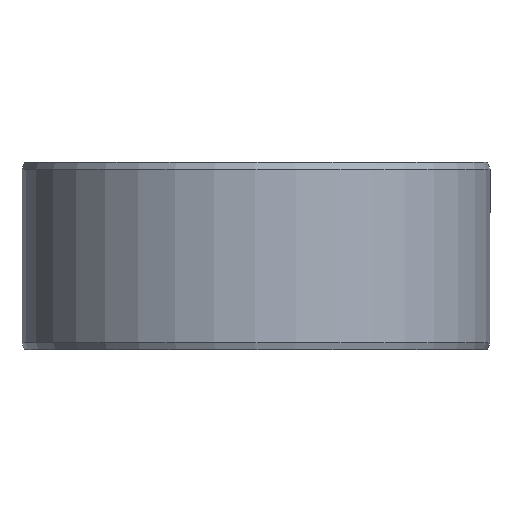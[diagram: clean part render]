
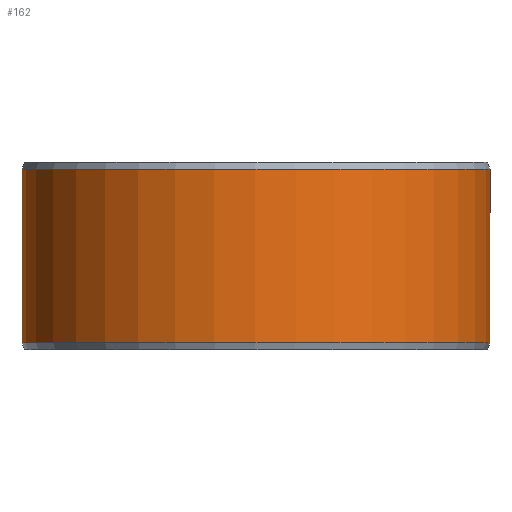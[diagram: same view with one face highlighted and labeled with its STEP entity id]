
A CAD part, front view. The second image highlights one B-rep face of the part: STEP entity #162.
In plain terms, the highlighted cylindrical face has radius 62.5 mm (diameter 125 mm), a partial arc.
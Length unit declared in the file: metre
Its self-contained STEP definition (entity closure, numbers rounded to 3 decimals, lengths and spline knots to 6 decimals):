
#162=ADVANCED_FACE('',(#185,#186),#187,.T.);
#185=FACE_OUTER_BOUND('',#211,.T.);
#186=FACE_BOUND('',#212,.T.);
#187=CYLINDRICAL_SURFACE('',#213,0.0625);
#211=EDGE_LOOP('',(#289,#290,#291,#292));
#212=EDGE_LOOP('',(#293));
#213=AXIS2_PLACEMENT_3D('',#294,#295,#296);
#289=ORIENTED_EDGE('',*,*,#314,.T.);
#290=ORIENTED_EDGE('',*,*,#323,.F.);
#291=ORIENTED_EDGE('',*,*,#309,.F.);
#292=ORIENTED_EDGE('',*,*,#324,.T.);
#293=ORIENTED_EDGE('',*,*,#327,.T.);
#294=CARTESIAN_POINT('',(0.,0.,0.0));
#295=DIRECTION('',(0.,0.0,-1.0));
#296=DIRECTION('',(-1.0,0.0,0.));
#309=EDGE_CURVE('',#341,#342,#343,.T.);
#314=EDGE_CURVE('',#351,#349,#352,.T.);
#323=EDGE_CURVE('',#342,#349,#365,.T.);
#324=EDGE_CURVE('',#341,#351,#366,.T.);
#327=EDGE_CURVE('',#370,#370,#371,.T.);
#341=VERTEX_POINT('',#389);
#342=VERTEX_POINT('',#390);
#343=CIRCLE('',#391,0.0625);
#349=VERTEX_POINT('',#399);
#351=VERTEX_POINT('',#402);
#352=CIRCLE('',#403,0.0625);
#365=LINE('',#422,#423);
#366=LINE('',#424,#425);
#370=VERTEX_POINT('',#503);
#371=B_SPLINE_CURVE_WITH_KNOTS('',3,(#504,#505,#506,#507,#508,#509,#510,#511,#512,#513,#514,#515,#516,#517,#518,#519,#520,#521,#522,#523,#524,#525,#526,#527,#528,#529,#530,#531,#532,#533,#534,#535,#536,#537,#538,#539,#540,#541,#542,#543,#544,#545,#546,#547,#548,#549,#550,#551,#552,#553,#554,#555,#556,#557,#558,#559,#560,#561,#562,#563,#564,#565,#566,#567,#568,#569,#570,#571,#572,#573,#574,#575,#576,#577),.UNSPECIFIED.,.T.,.F.,(2,2,2,2,2,2,2,2,2,2,2,2,2,2,2,2,2,2,2,2,2,2,2,2,2,2,2,2,2,2,2,2,2,2,2,2,2,2,2),(-0.000977,0.0,0.000977,0.001466,0.001955,0.002932,0.003909,0.004886,0.005864,0.006841,0.007818,0.008796,0.009773,0.010262,0.01075,0.011728,0.012705,0.013193,0.013682,0.014659,0.015637,0.016614,0.017591,0.018569,0.019546,0.020523,0.0215,0.022478,0.023455,0.024432,0.024921,0.02541,0.026387,0.027364,0.028342,0.029319,0.030296,0.031273,0.032251),.UNSPECIFIED.);
#389=CARTESIAN_POINT('',(0.001091,0.06249,0.0018));
#390=CARTESIAN_POINT('',(0.,0.0625,0.0018));
#391=AXIS2_PLACEMENT_3D('',#591,#592,#593);
#399=CARTESIAN_POINT('',(0.,0.0625,0.0482));
#402=CARTESIAN_POINT('',(0.001091,0.06249,0.0482));
#403=AXIS2_PLACEMENT_3D('',#600,#601,#602);
#422=CARTESIAN_POINT('',(0.,0.0625,0.0018));
#423=VECTOR('',#615,1.0);
#424=CARTESIAN_POINT('',(0.001091,0.06249,0.0018));
#425=VECTOR('',#616,1.0);
#503=CARTESIAN_POINT('',(0.050826,-0.036373,0.025));
#504=CARTESIAN_POINT('',(0.050826,-0.036373,0.02467));
#505=CARTESIAN_POINT('',(0.050826,-0.036373,0.02533));
#506=CARTESIAN_POINT('',(0.050845,-0.036346,0.025655));
#507=CARTESIAN_POINT('',(0.050901,-0.036268,0.026135));
#508=CARTESIAN_POINT('',(0.050924,-0.036236,0.026293));
#509=CARTESIAN_POINT('',(0.050979,-0.036158,0.026607));
#510=CARTESIAN_POINT('',(0.051011,-0.036112,0.026764));
#511=CARTESIAN_POINT('',(0.05112,-0.035958,0.027218));
#512=CARTESIAN_POINT('',(0.051209,-0.035832,0.027505));
#513=CARTESIAN_POINT('',(0.051416,-0.035534,0.028048));
#514=CARTESIAN_POINT('',(0.051536,-0.035359,0.028305));
#515=CARTESIAN_POINT('',(0.051796,-0.034978,0.028766));
#516=CARTESIAN_POINT('',(0.051937,-0.034769,0.028973));
#517=CARTESIAN_POINT('',(0.052239,-0.034313,0.029339));
#518=CARTESIAN_POINT('',(0.052399,-0.034069,0.029494));
#519=CARTESIAN_POINT('',(0.052724,-0.033563,0.029743));
#520=CARTESIAN_POINT('',(0.052893,-0.033297,0.02984));
#521=CARTESIAN_POINT('',(0.053234,-0.032749,0.029968));
#522=CARTESIAN_POINT('',(0.053404,-0.032472,0.03));
#523=CARTESIAN_POINT('',(0.05374,-0.031913,0.03));
#524=CARTESIAN_POINT('',(0.053908,-0.031627,0.029968));
#525=CARTESIAN_POINT('',(0.05423,-0.031072,0.02984));
#526=CARTESIAN_POINT('',(0.054384,-0.030801,0.029746));
#527=CARTESIAN_POINT('',(0.054606,-0.030405,0.029558));
#528=CARTESIAN_POINT('',(0.054679,-0.030274,0.029487));
#529=CARTESIAN_POINT('',(0.054819,-0.03002,0.029332));
#530=CARTESIAN_POINT('',(0.054886,-0.029897,0.029248));
#531=CARTESIAN_POINT('',(0.055079,-0.029539,0.028977));
#532=CARTESIAN_POINT('',(0.055198,-0.029316,0.02877));
#533=CARTESIAN_POINT('',(0.055416,-0.028902,0.028304));
#534=CARTESIAN_POINT('',(0.055512,-0.028718,0.028051));
#535=CARTESIAN_POINT('',(0.055636,-0.028476,0.027645));
#536=CARTESIAN_POINT('',(0.055674,-0.028401,0.027505));
#537=CARTESIAN_POINT('',(0.055745,-0.028263,0.027216));
#538=CARTESIAN_POINT('',(0.055777,-0.028199,0.027066));
#539=CARTESIAN_POINT('',(0.055862,-0.02803,0.026612));
#540=CARTESIAN_POINT('',(0.055904,-0.027945,0.0263));
#541=CARTESIAN_POINT('',(0.055962,-0.02783,0.02566));
#542=CARTESIAN_POINT('',(0.055976,-0.027801,0.025328));
#543=CARTESIAN_POINT('',(0.055976,-0.027801,0.024675));
#544=CARTESIAN_POINT('',(0.055962,-0.027829,0.024351));
#545=CARTESIAN_POINT('',(0.055905,-0.027944,0.023706));
#546=CARTESIAN_POINT('',(0.055862,-0.02803,0.02339));
#547=CARTESIAN_POINT('',(0.05575,-0.028253,0.022788));
#548=CARTESIAN_POINT('',(0.05568,-0.028391,0.022498));
#549=CARTESIAN_POINT('',(0.055512,-0.028717,0.02195));
#550=CARTESIAN_POINT('',(0.055417,-0.028901,0.021699));
#551=CARTESIAN_POINT('',(0.055202,-0.029309,0.021237));
#552=CARTESIAN_POINT('',(0.055081,-0.029536,0.021026));
#553=CARTESIAN_POINT('',(0.054822,-0.030014,0.020662));
#554=CARTESIAN_POINT('',(0.054684,-0.030266,0.020509));
#555=CARTESIAN_POINT('',(0.054388,-0.030794,0.020257));
#556=CARTESIAN_POINT('',(0.054231,-0.03107,0.020161));
#557=CARTESIAN_POINT('',(0.05391,-0.031623,0.020033));
#558=CARTESIAN_POINT('',(0.053745,-0.031903,0.02));
#559=CARTESIAN_POINT('',(0.053405,-0.032469,0.02));
#560=CARTESIAN_POINT('',(0.053235,-0.032747,0.020032));
#561=CARTESIAN_POINT('',(0.052982,-0.033154,0.020127));
#562=CARTESIAN_POINT('',(0.052898,-0.033288,0.020166));
#563=CARTESIAN_POINT('',(0.05273,-0.033553,0.020261));
#564=CARTESIAN_POINT('',(0.052646,-0.033685,0.020317));
#565=CARTESIAN_POINT('',(0.0524,-0.034068,0.020505));
#566=CARTESIAN_POINT('',(0.052242,-0.034308,0.020658));
#567=CARTESIAN_POINT('',(0.051942,-0.034762,0.02102));
#568=CARTESIAN_POINT('',(0.051798,-0.034975,0.021231));
#569=CARTESIAN_POINT('',(0.051538,-0.035358,0.021692));
#570=CARTESIAN_POINT('',(0.05142,-0.035528,0.021944));
#571=CARTESIAN_POINT('',(0.051211,-0.035829,0.022489));
#572=CARTESIAN_POINT('',(0.051121,-0.035957,0.02278));
#573=CARTESIAN_POINT('',(0.050976,-0.036162,0.023382));
#574=CARTESIAN_POINT('',(0.05092,-0.03624,0.023696));
#575=CARTESIAN_POINT('',(0.050845,-0.036346,0.024343));
#576=CARTESIAN_POINT('',(0.050826,-0.036373,0.02467));
#577=CARTESIAN_POINT('',(0.050826,-0.036373,0.02533));
#591=CARTESIAN_POINT('',(0.,0.,0.0018));
#592=DIRECTION('',(0.,0.0,-1.0));
#593=DIRECTION('',(-1.0,0.0,0.));
#600=CARTESIAN_POINT('',(0.,0.,0.0482));
#601=DIRECTION('',(0.,0.0,-1.0));
#602=DIRECTION('',(-1.0,0.0,0.));
#615=DIRECTION('',(0.,0.0,1.0));
#616=DIRECTION('',(0.,0.,1.0));
